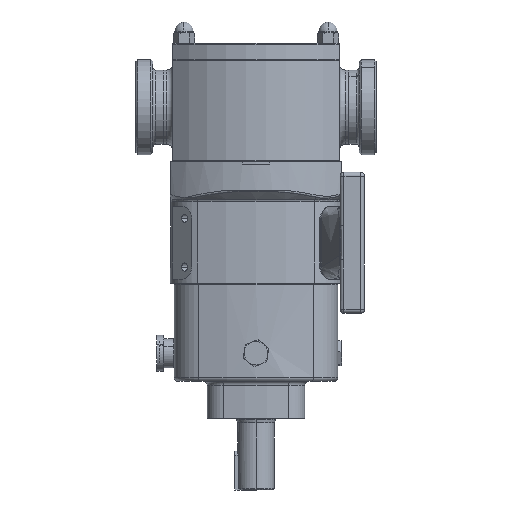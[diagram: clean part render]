
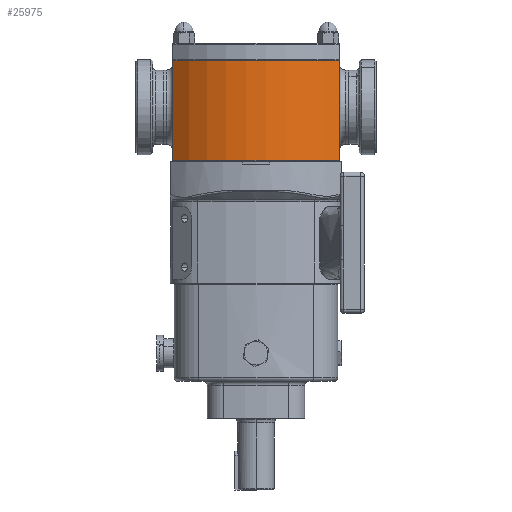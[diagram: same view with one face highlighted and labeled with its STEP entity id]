
A CAD part, left-side view. The second image highlights one B-rep face of the part: STEP entity #25975.
In plain terms, the highlighted cylindrical face has radius 125 mm (diameter 250 mm), a partial arc.
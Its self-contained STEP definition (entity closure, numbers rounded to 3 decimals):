
#49 = AXIS2_PLACEMENT_3D ( 'NONE', #4472, #4191, #1985 ) ;
#1176 = DIRECTION ( 'NONE',  ( 0., 0., -1. ) ) ;
#1468 = VERTEX_POINT ( 'NONE', #7254 ) ;
#1985 = DIRECTION ( 'NONE',  ( 0., -1., 0. ) ) ;
#2500 = DIRECTION ( 'NONE',  ( 0., 0., 1. ) ) ;
#3061 = ORIENTED_EDGE ( 'NONE', *, *, #3936, .T. ) ;
#3140 = VERTEX_POINT ( 'NONE', #10419 ) ;
#3235 = CARTESIAN_POINT ( 'NONE',  ( 0., 0., 229.28 ) ) ;
#3857 = CARTESIAN_POINT ( 'NONE',  ( 0., 0., 126.63 ) ) ;
#3892 = CYLINDRICAL_SURFACE ( 'NONE', #49, 125. ) ;
#3936 = EDGE_CURVE ( 'NONE', #13212, #6961, #5968, .T. ) ;
#4191 = DIRECTION ( 'NONE',  ( 0., 0., -1. ) ) ;
#4472 = CARTESIAN_POINT ( 'NONE',  ( 0., 0., 229.28 ) ) ;
#4685 = CARTESIAN_POINT ( 'NONE',  ( -91.185, 85.5, 229.28 ) ) ;
#5435 = DIRECTION ( 'NONE',  ( 0., -1., 0. ) ) ;
#5968 = LINE ( 'NONE', #12883, #12049 ) ;
#6961 = VERTEX_POINT ( 'NONE', #22208 ) ;
#7254 = CARTESIAN_POINT ( 'NONE',  ( -91.185, -85.5, 126.63 ) ) ;
#7661 = DIRECTION ( 'NONE',  ( 0., 0., 1. ) ) ;
#10419 = CARTESIAN_POINT ( 'NONE',  ( -91.185, -85.5, 229.28 ) ) ;
#10528 = EDGE_CURVE ( 'NONE', #13212, #3140, #16453, .T. ) ;
#10841 = AXIS2_PLACEMENT_3D ( 'NONE', #3235, #7661, #5435 ) ;
#11656 = EDGE_CURVE ( 'NONE', #3140, #1468, #19273, .T. ) ;
#12049 = VECTOR ( 'NONE', #13035, 1000. ) ;
#12883 = CARTESIAN_POINT ( 'NONE',  ( -91.185, 85.5, 229.28 ) ) ;
#13035 = DIRECTION ( 'NONE',  ( 0., 0., -1. ) ) ;
#13212 = VERTEX_POINT ( 'NONE', #4685 ) ;
#16453 = CIRCLE ( 'NONE', #10841, 125. ) ;
#18346 = ORIENTED_EDGE ( 'NONE', *, *, #10528, .F. ) ;
#19273 = LINE ( 'NONE', #23540, #26776 ) ;
#20621 = CIRCLE ( 'NONE', #23909, 125. ) ;
#20632 = EDGE_LOOP ( 'NONE', ( #27278, #23792, #18346, #3061 ) ) ;
#22208 = CARTESIAN_POINT ( 'NONE',  ( -91.185, 85.5, 126.63 ) ) ;
#23390 = EDGE_CURVE ( 'NONE', #6961, #1468, #20621, .T. ) ;
#23540 = CARTESIAN_POINT ( 'NONE',  ( -91.185, -85.5, 229.28 ) ) ;
#23792 = ORIENTED_EDGE ( 'NONE', *, *, #11656, .F. ) ;
#23909 = AXIS2_PLACEMENT_3D ( 'NONE', #3857, #2500, #28390 ) ;
#24621 = FACE_OUTER_BOUND ( 'NONE', #20632, .T. ) ;
#25975 = ADVANCED_FACE ( 'NONE', ( #24621 ), #3892, .T. ) ;
#26776 = VECTOR ( 'NONE', #1176, 1000. ) ;
#27278 = ORIENTED_EDGE ( 'NONE', *, *, #23390, .T. ) ;
#28390 = DIRECTION ( 'NONE',  ( 0., -1., 0. ) ) ;
